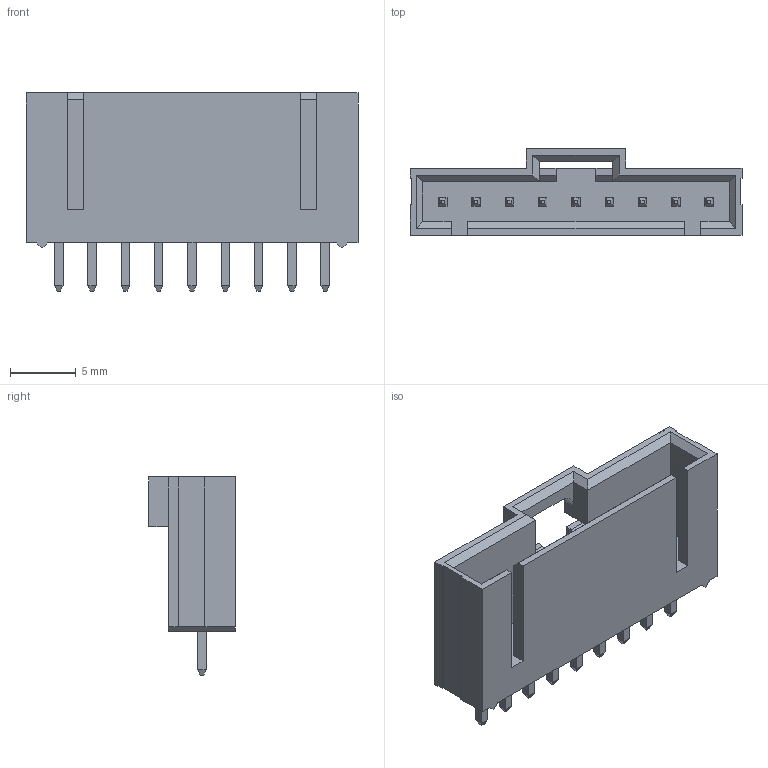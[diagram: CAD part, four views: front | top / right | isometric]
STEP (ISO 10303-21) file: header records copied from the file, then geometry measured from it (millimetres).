
FILE_DESCRIPTION((''),'2;1');
FILE_NAME('1719710009','2019-01-10T',('gga'),(''),'PRO/ENGINEER BY PARAMETRIC TECHNOLOGY CORPORATION, 2016010','PRO/ENGINEER BY PARAMETRIC TECHNOLOGY CORPORATION, 2016010','');
FILE_SCHEMA(('CONFIG_CONTROL_DESIGN'));
Length unit declared in the file: millimetre
Products named in the file (1): 1719710009
Bounding box: 25.32 x 6.6 x 15.11 mm (x, y, z)
Volume: 826.4 mm3; surface area: 1624.4 mm2
Topology: 1 solids, 1 shells, 228 faces, 564 edges, 356 vertices
Faces by surface type: plane 226, cylinder 2
Entity records: 6548 total; most frequent: CARTESIAN_POINT 1129, ORIENTED_EDGE 1090, DIRECTION 1044, EDGE_CURVE 545, VECTOR 542, LINE 542, VERTEX_POINT 336, AXIS2_PLACEMENT_3D 251
